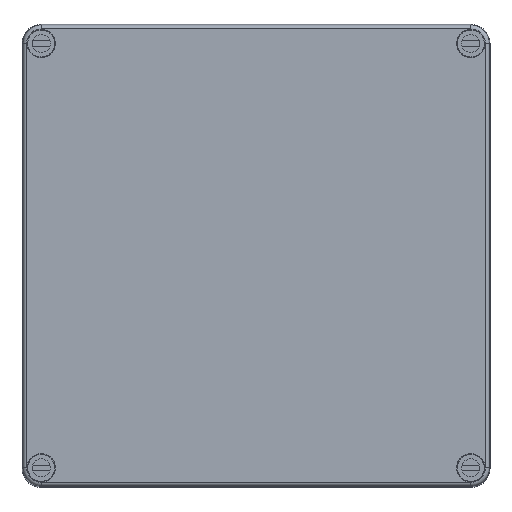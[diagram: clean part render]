
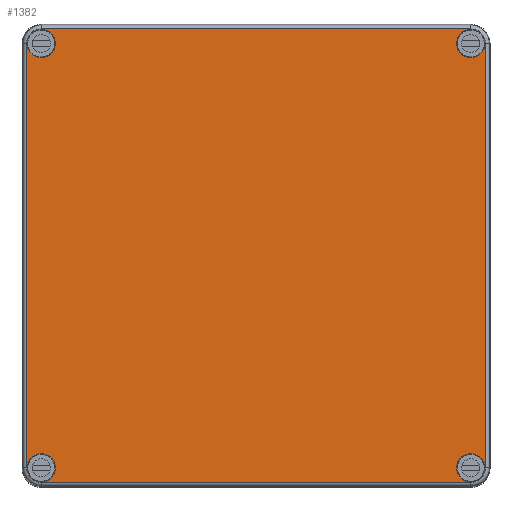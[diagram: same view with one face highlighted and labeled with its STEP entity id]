
A CAD part, top view. The second image highlights one B-rep face of the part: STEP entity #1382.
In plain terms, the highlighted planar face has unit normal (0, 0, 1).
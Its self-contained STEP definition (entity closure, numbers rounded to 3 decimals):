
#9 = CARTESIAN_POINT ( 'NONE',  ( -89.173, 82.5, 39. ) ) ;
#251 = AXIS2_PLACEMENT_3D ( 'NONE', #13537, #3844, #15168 ) ;
#314 = CARTESIAN_POINT ( 'NONE',  ( -83.5, 82.5, 39. ) ) ;
#327 = CARTESIAN_POINT ( 'NONE',  ( -83.5, 82.5, 39. ) ) ;
#591 = VERTEX_POINT ( 'NONE', #9132 ) ;
#614 = VERTEX_POINT ( 'NONE', #14073 ) ;
#765 = ORIENTED_EDGE ( 'NONE', *, *, #3539, .T. ) ;
#979 = VERTEX_POINT ( 'NONE', #11766 ) ;
#985 = AXIS2_PLACEMENT_3D ( 'NONE', #18068, #8353, #19695 ) ;
#1116 = VERTEX_POINT ( 'NONE', #2501 ) ;
#1180 = CARTESIAN_POINT ( 'NONE',  ( -89., 82.5, 39. ) ) ;
#1382 = ADVANCED_FACE ( 'NONE', ( #2196, #14847, #11046, #6502, #18951 ), #1554, .F. ) ;
#1402 = CARTESIAN_POINT ( 'NONE',  ( 89.173, 82.5, 39. ) ) ;
#1443 = CARTESIAN_POINT ( 'NONE',  ( 83.5, 88.173, 39. ) ) ;
#1554 = PLANE ( 'NONE',  #15161 ) ;
#1663 = EDGE_CURVE ( 'NONE', #17796, #5203, #8317, .T. ) ;
#1784 = CIRCLE ( 'NONE', #21031, 5.5 ) ;
#1933 = DIRECTION ( 'NONE',  ( 1., 0., 0. ) ) ;
#1945 = DIRECTION ( 'NONE',  ( -1., 0., 0. ) ) ;
#1950 = DIRECTION ( 'NONE',  ( 0., 0., 1. ) ) ;
#2046 = ORIENTED_EDGE ( 'NONE', *, *, #20842, .F. ) ;
#2135 = VECTOR ( 'NONE', #19586, 1000. ) ;
#2196 = FACE_BOUND ( 'NONE', #8166, .T. ) ;
#2365 = EDGE_LOOP ( 'NONE', ( #2901, #3924, #2046, #3677, #5304, #19282, #15177, #10925 ) ) ;
#2501 = CARTESIAN_POINT ( 'NONE',  ( -83.5, -88.173, 39. ) ) ;
#2734 = CARTESIAN_POINT ( 'NONE',  ( -83.5, 82.5, 39. ) ) ;
#2773 = AXIS2_PLACEMENT_3D ( 'NONE', #16798, #7093, #18437 ) ;
#2857 = VERTEX_POINT ( 'NONE', #11787 ) ;
#2901 = ORIENTED_EDGE ( 'NONE', *, *, #5975, .T. ) ;
#3154 = CARTESIAN_POINT ( 'NONE',  ( -83.5, -82.5, 39. ) ) ;
#3263 = DIRECTION ( 'NONE',  ( -1., 0., 0. ) ) ;
#3426 = CIRCLE ( 'NONE', #13707, 5.5 ) ;
#3474 = AXIS2_PLACEMENT_3D ( 'NONE', #314, #11618, #1933 ) ;
#3503 = AXIS2_PLACEMENT_3D ( 'NONE', #11634, #1950, #13278 ) ;
#3539 = EDGE_CURVE ( 'NONE', #18420, #2857, #3426, .T. ) ;
#3677 = ORIENTED_EDGE ( 'NONE', *, *, #5895, .T. ) ;
#3764 = DIRECTION ( 'NONE',  ( 0., 0., -1. ) ) ;
#3807 = EDGE_CURVE ( 'NONE', #591, #1116, #14568, .T. ) ;
#3844 = DIRECTION ( 'NONE',  ( 0., 0., -1. ) ) ;
#3876 = EDGE_CURVE ( 'NONE', #16408, #20805, #17849, .T. ) ;
#3924 = ORIENTED_EDGE ( 'NONE', *, *, #3955, .F. ) ;
#3955 = EDGE_CURVE ( 'NONE', #6929, #979, #16323, .T. ) ;
#4361 = DIRECTION ( 'NONE',  ( -1., 0., 0. ) ) ;
#4768 = DIRECTION ( 'NONE',  ( -1., 0., 0. ) ) ;
#4902 = CIRCLE ( 'NONE', #9694, 5.5 ) ;
#5203 = VERTEX_POINT ( 'NONE', #19300 ) ;
#5207 = EDGE_CURVE ( 'NONE', #614, #18463, #1784, .T. ) ;
#5304 = ORIENTED_EDGE ( 'NONE', *, *, #3876, .T. ) ;
#5323 = DIRECTION ( 'NONE',  ( 0., -1., 0. ) ) ;
#5695 = CIRCLE ( 'NONE', #5822, 5.673 ) ;
#5795 = VECTOR ( 'NONE', #6332, 1000. ) ;
#5822 = AXIS2_PLACEMENT_3D ( 'NONE', #8937, #20258, #10552 ) ;
#5895 = EDGE_CURVE ( 'NONE', #11669, #16408, #11131, .T. ) ;
#5975 = EDGE_CURVE ( 'NONE', #591, #979, #13918, .T. ) ;
#6332 = DIRECTION ( 'NONE',  ( -1., 0., 0. ) ) ;
#6502 = FACE_BOUND ( 'NONE', #11138, .T. ) ;
#6654 = ORIENTED_EDGE ( 'NONE', *, *, #9816, .T. ) ;
#6929 = VERTEX_POINT ( 'NONE', #1402 ) ;
#6986 = CARTESIAN_POINT ( 'NONE',  ( 83.5, 82.5, 39. ) ) ;
#7093 = DIRECTION ( 'NONE',  ( 0., 0., -1. ) ) ;
#7442 = AXIS2_PLACEMENT_3D ( 'NONE', #13470, #3764, #15105 ) ;
#7922 = LINE ( 'NONE', #14346, #8431 ) ;
#8166 = EDGE_LOOP ( 'NONE', ( #11908, #8927 ) ) ;
#8238 = CARTESIAN_POINT ( 'NONE',  ( 83.5, -88.173, 39. ) ) ;
#8317 = CIRCLE ( 'NONE', #251, 5.5 ) ;
#8353 = DIRECTION ( 'NONE',  ( 0., 0., -1. ) ) ;
#8431 = VECTOR ( 'NONE', #15956, 1000. ) ;
#8456 = CARTESIAN_POINT ( 'NONE',  ( 89.173, 82.5, 39. ) ) ;
#8575 = CARTESIAN_POINT ( 'NONE',  ( 83.5, 88.173, 39. ) ) ;
#8589 = CARTESIAN_POINT ( 'NONE',  ( 83.5, -82.5, 39. ) ) ;
#8626 = DIRECTION ( 'NONE',  ( -1., 0., 0. ) ) ;
#8927 = ORIENTED_EDGE ( 'NONE', *, *, #16709, .T. ) ;
#8937 = CARTESIAN_POINT ( 'NONE',  ( -83.5, -82.5, 39. ) ) ;
#9132 = CARTESIAN_POINT ( 'NONE',  ( 83.5, -88.173, 39. ) ) ;
#9197 = VERTEX_POINT ( 'NONE', #19388 ) ;
#9694 = AXIS2_PLACEMENT_3D ( 'NONE', #6986, #18332, #8626 ) ;
#9728 = ORIENTED_EDGE ( 'NONE', *, *, #1663, .T. ) ;
#9816 = EDGE_CURVE ( 'NONE', #18463, #614, #15048, .T. ) ;
#9889 = EDGE_CURVE ( 'NONE', #5203, #17796, #4902, .T. ) ;
#10142 = EDGE_LOOP ( 'NONE', ( #18805, #6654 ) ) ;
#10236 = DIRECTION ( 'NONE',  ( -1., 0., 0. ) ) ;
#10240 = CIRCLE ( 'NONE', #14035, 5.5 ) ;
#10367 = ORIENTED_EDGE ( 'NONE', *, *, #20721, .T. ) ;
#10552 = DIRECTION ( 'NONE',  ( -1., 0., 0. ) ) ;
#10717 = EDGE_CURVE ( 'NONE', #20805, #15201, #7922, .T. ) ;
#10925 = ORIENTED_EDGE ( 'NONE', *, *, #3807, .F. ) ;
#11046 = FACE_OUTER_BOUND ( 'NONE', #2365, .T. ) ;
#11131 = LINE ( 'NONE', #1443, #5795 ) ;
#11138 = EDGE_LOOP ( 'NONE', ( #10367, #765 ) ) ;
#11618 = DIRECTION ( 'NONE',  ( 0., 0., 1. ) ) ;
#11626 = DIRECTION ( 'NONE',  ( 0., 0., -1. ) ) ;
#11634 = CARTESIAN_POINT ( 'NONE',  ( 83.5, -82.5, 39. ) ) ;
#11669 = VERTEX_POINT ( 'NONE', #8575 ) ;
#11766 = CARTESIAN_POINT ( 'NONE',  ( 89.173, -82.5, 39. ) ) ;
#11787 = CARTESIAN_POINT ( 'NONE',  ( -78., 82.5, 39. ) ) ;
#11908 = ORIENTED_EDGE ( 'NONE', *, *, #14957, .T. ) ;
#12001 = VECTOR ( 'NONE', #5323, 1000. ) ;
#12164 = CARTESIAN_POINT ( 'NONE',  ( 89., 82.5, 39. ) ) ;
#12950 = DIRECTION ( 'NONE',  ( 0., 0., -1. ) ) ;
#13278 = DIRECTION ( 'NONE',  ( 1., 0., 0. ) ) ;
#13470 = CARTESIAN_POINT ( 'NONE',  ( 83.5, -82.5, 39. ) ) ;
#13537 = CARTESIAN_POINT ( 'NONE',  ( 83.5, 82.5, 39. ) ) ;
#13707 = AXIS2_PLACEMENT_3D ( 'NONE', #2734, #14066, #4361 ) ;
#13894 = ORIENTED_EDGE ( 'NONE', *, *, #9889, .T. ) ;
#13918 = CIRCLE ( 'NONE', #3503, 5.673 ) ;
#14035 = AXIS2_PLACEMENT_3D ( 'NONE', #327, #11626, #1945 ) ;
#14066 = DIRECTION ( 'NONE',  ( 0., 0., -1. ) ) ;
#14073 = CARTESIAN_POINT ( 'NONE',  ( -78., -82.5, 39. ) ) ;
#14292 = CARTESIAN_POINT ( 'NONE',  ( -89., -82.5, 39. ) ) ;
#14346 = CARTESIAN_POINT ( 'NONE',  ( -89.173, 82.5, 39. ) ) ;
#14483 = DIRECTION ( 'NONE',  ( 0., 0., -1. ) ) ;
#14568 = LINE ( 'NONE', #8238, #2135 ) ;
#14847 = FACE_BOUND ( 'NONE', #17084, .T. ) ;
#14957 = EDGE_CURVE ( 'NONE', #15982, #9197, #17966, .T. ) ;
#15042 = CARTESIAN_POINT ( 'NONE',  ( -89.173, 82.5, 39. ) ) ;
#15048 = CIRCLE ( 'NONE', #985, 5.5 ) ;
#15105 = DIRECTION ( 'NONE',  ( -1., 0., 0. ) ) ;
#15161 = AXIS2_PLACEMENT_3D ( 'NONE', #9, #12950, #3263 ) ;
#15168 = DIRECTION ( 'NONE',  ( -1., 0., 0. ) ) ;
#15177 = ORIENTED_EDGE ( 'NONE', *, *, #17779, .F. ) ;
#15201 = VERTEX_POINT ( 'NONE', #17289 ) ;
#15827 = CARTESIAN_POINT ( 'NONE',  ( -83.5, 88.173, 39. ) ) ;
#15956 = DIRECTION ( 'NONE',  ( 0., -1., 0. ) ) ;
#15982 = VERTEX_POINT ( 'NONE', #19402 ) ;
#16302 = CIRCLE ( 'NONE', #2773, 5.673 ) ;
#16323 = LINE ( 'NONE', #8456, #12001 ) ;
#16408 = VERTEX_POINT ( 'NONE', #15827 ) ;
#16709 = EDGE_CURVE ( 'NONE', #9197, #15982, #19914, .T. ) ;
#16798 = CARTESIAN_POINT ( 'NONE',  ( 83.5, 82.5, 39. ) ) ;
#17084 = EDGE_LOOP ( 'NONE', ( #9728, #13894 ) ) ;
#17289 = CARTESIAN_POINT ( 'NONE',  ( -89.173, -82.5, 39. ) ) ;
#17779 = EDGE_CURVE ( 'NONE', #1116, #15201, #5695, .T. ) ;
#17796 = VERTEX_POINT ( 'NONE', #12164 ) ;
#17849 = CIRCLE ( 'NONE', #3474, 5.673 ) ;
#17966 = CIRCLE ( 'NONE', #20423, 5.5 ) ;
#18068 = CARTESIAN_POINT ( 'NONE',  ( -83.5, -82.5, 39. ) ) ;
#18332 = DIRECTION ( 'NONE',  ( 0., 0., -1. ) ) ;
#18420 = VERTEX_POINT ( 'NONE', #1180 ) ;
#18437 = DIRECTION ( 'NONE',  ( -1., 0., 0. ) ) ;
#18463 = VERTEX_POINT ( 'NONE', #14292 ) ;
#18805 = ORIENTED_EDGE ( 'NONE', *, *, #5207, .T. ) ;
#18951 = FACE_BOUND ( 'NONE', #10142, .T. ) ;
#19282 = ORIENTED_EDGE ( 'NONE', *, *, #10717, .T. ) ;
#19300 = CARTESIAN_POINT ( 'NONE',  ( 78., 82.5, 39. ) ) ;
#19388 = CARTESIAN_POINT ( 'NONE',  ( 78., -82.5, 39. ) ) ;
#19402 = CARTESIAN_POINT ( 'NONE',  ( 89., -82.5, 39. ) ) ;
#19586 = DIRECTION ( 'NONE',  ( -1., 0., 0. ) ) ;
#19695 = DIRECTION ( 'NONE',  ( -1., 0., 0. ) ) ;
#19914 = CIRCLE ( 'NONE', #7442, 5.5 ) ;
#19931 = DIRECTION ( 'NONE',  ( 0., 0., -1. ) ) ;
#20258 = DIRECTION ( 'NONE',  ( 0., 0., -1. ) ) ;
#20423 = AXIS2_PLACEMENT_3D ( 'NONE', #8589, #19931, #10236 ) ;
#20721 = EDGE_CURVE ( 'NONE', #2857, #18420, #10240, .T. ) ;
#20805 = VERTEX_POINT ( 'NONE', #15042 ) ;
#20842 = EDGE_CURVE ( 'NONE', #11669, #6929, #16302, .T. ) ;
#21031 = AXIS2_PLACEMENT_3D ( 'NONE', #3154, #14483, #4768 ) ;
